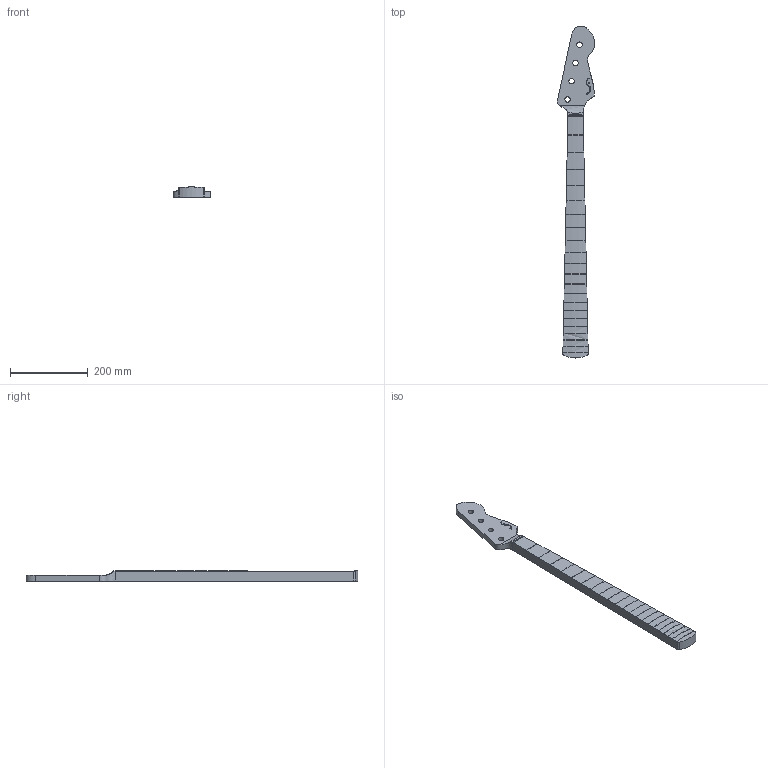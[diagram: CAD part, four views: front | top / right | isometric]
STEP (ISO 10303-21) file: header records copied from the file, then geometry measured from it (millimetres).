
FILE_DESCRIPTION (( 'STEP AP203' ), '1' );
FILE_NAME ('Manche basse 21 frettes usinage complet.STEP', '2020-12-15T10:41:14', ( '' ), ( '' ), 'SwSTEP 2.0', 'SolidWorks 2017', '' );
FILE_SCHEMA (( 'CONFIG_CONTROL_DESIGN' ));
Length unit declared in the file: millimetre
Products named in the file (1): Manche basse 21 frettes usinage complet
Bounding box: 95.43 x 853.61 x 26 mm (x, y, z)
Volume: 1003162.9 mm3; surface area: 166776.1 mm2
Topology: 1 solids, 1 shells, 177 faces, 450 edges, 300 vertices
Faces by surface type: cylinder 113, plane 61, bspline 3
Entity records: 6233 total; most frequent: CARTESIAN_POINT 2008, ORIENTED_EDGE 900, DIRECTION 791, EDGE_CURVE 450, AXIS2_PLACEMENT_3D 310, VERTEX_POINT 300, EDGE_LOOP 210, ADVANCED_FACE 177
